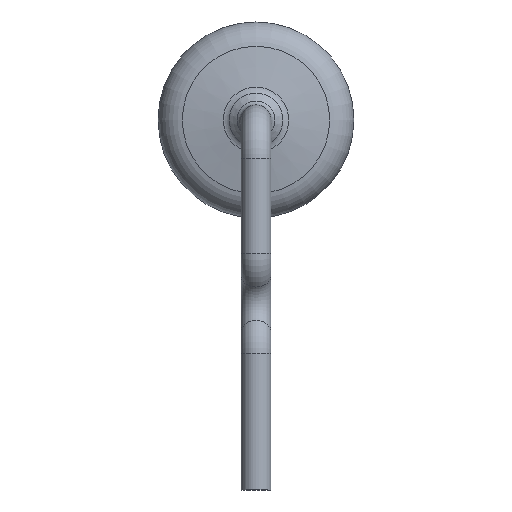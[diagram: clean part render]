
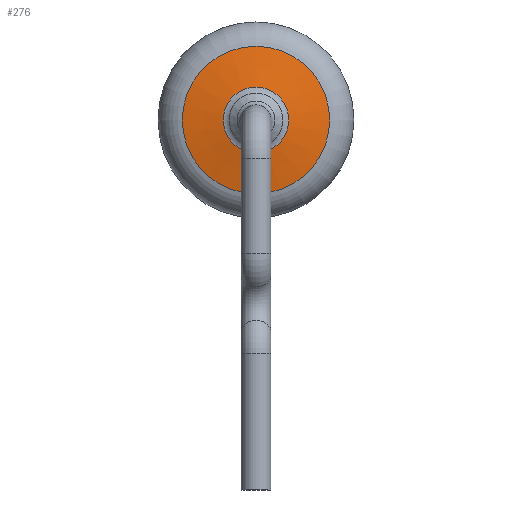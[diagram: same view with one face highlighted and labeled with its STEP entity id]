
A CAD part, left-side view. The second image highlights one B-rep face of the part: STEP entity #276.
In plain terms, the highlighted conical face has half-angle 80 degrees and reference radius 0.978 mm.
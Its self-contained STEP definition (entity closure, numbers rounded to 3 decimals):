
#276=ADVANCED_FACE('',(#679,#681),#683,.T.);
#679=FACE_OUTER_BOUND('',#680,.T.);
#680=EDGE_LOOP('',(#919));
#681=FACE_OUTER_BOUND('',#682,.T.);
#682=EDGE_LOOP('',(#920));
#683=CONICAL_SURFACE('',#684,0.978,1.396);
#684=AXIS2_PLACEMENT_3D('',#685,#686,#687);
#685=CARTESIAN_POINT('',(-4.684,0.,4.3));
#686=DIRECTION('',(1.,0.,0.));
#687=DIRECTION('',(0.,0.,-1.));
#919=ORIENTED_EDGE('',*,*,#985,.F.);
#920=ORIENTED_EDGE('',*,*,#986,.T.);
#985=EDGE_CURVE('',#1050,#1050,#1051,.T.);
#986=EDGE_CURVE('',#1052,#1052,#1053,.T.);
#1050=VERTEX_POINT('',#1201);
#1051=CIRCLE('',#1202,1.354);
#1052=VERTEX_POINT('',#1206);
#1053=CIRCLE('',#1207,0.602);
#1201=CARTESIAN_POINT('',(-4.617,0.,2.946));
#1202=AXIS2_PLACEMENT_3D('',#1203,#1204,#1205);
#1203=CARTESIAN_POINT('',(-4.617,0.,4.3));
#1204=DIRECTION('',(1.,0.,0.));
#1205=DIRECTION('',(0.,0.,-1.));
#1206=CARTESIAN_POINT('',(-4.75,0.,3.698));
#1207=AXIS2_PLACEMENT_3D('',#1208,#1209,#1210);
#1208=CARTESIAN_POINT('',(-4.75,0.,4.3));
#1209=DIRECTION('',(1.,0.,0.));
#1210=DIRECTION('',(0.,0.,-1.));
